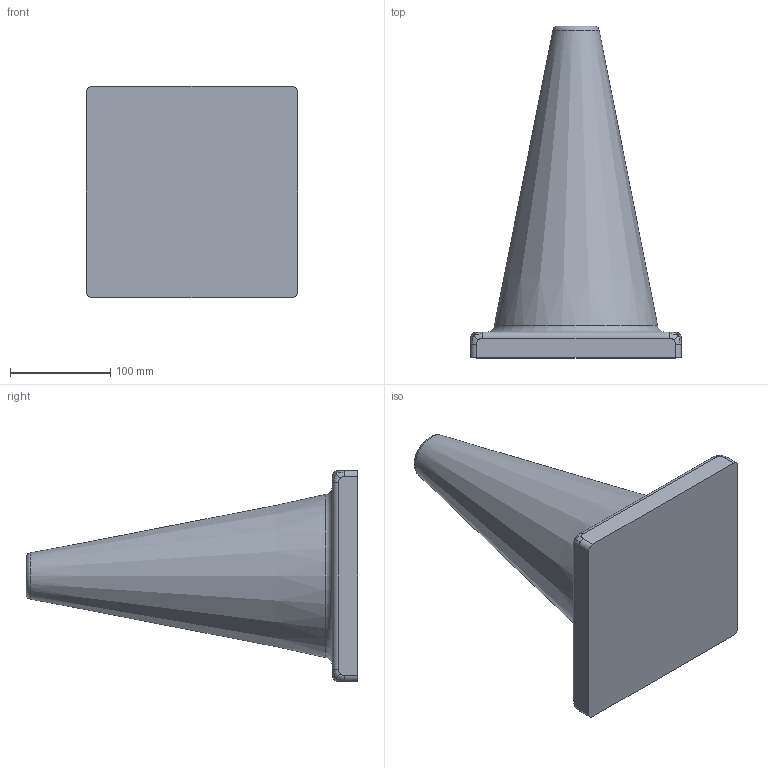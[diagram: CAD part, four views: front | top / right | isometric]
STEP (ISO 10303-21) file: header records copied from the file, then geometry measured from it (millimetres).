
FILE_DESCRIPTION(/* description */ (''),/* implementation_level */ '2;1');
FILE_NAME(/* name */ 'Cone .step',/* time_stamp */ '2023-01-17T19:12:06-08:00',/* author */ (''),/* organization */ (''),/* preprocessor_version */ 'ST-DEVELOPER v19.2',/* originating_system */ 'Autodesk Translation Framework v11.17.0.187',/* authorisation */ '');
FILE_SCHEMA (('AUTOMOTIVE_DESIGN { 1 0 10303 214 3 1 1 }'));
Length unit declared in the file: inch
Products named in the file (1): Cone
Bounding box: 210 x 330.2 x 210 mm (x, y, z)
Volume: 4035505.8 mm3; surface area: 188039.5 mm2
Topology: 1 solids, 1 shells, 42 faces, 105 edges, 66 vertices
Faces by surface type: bspline 24, cylinder 8, plane 7, torus 2, cone 1
Entity records: 2491 total; most frequent: CARTESIAN_POINT 1510, ORIENTED_EDGE 210, DIRECTION 179, EDGE_CURVE 105, AXIS2_PLACEMENT_3D 79, VERTEX_POINT 66, CIRCLE 60, EDGE_LOOP 43
